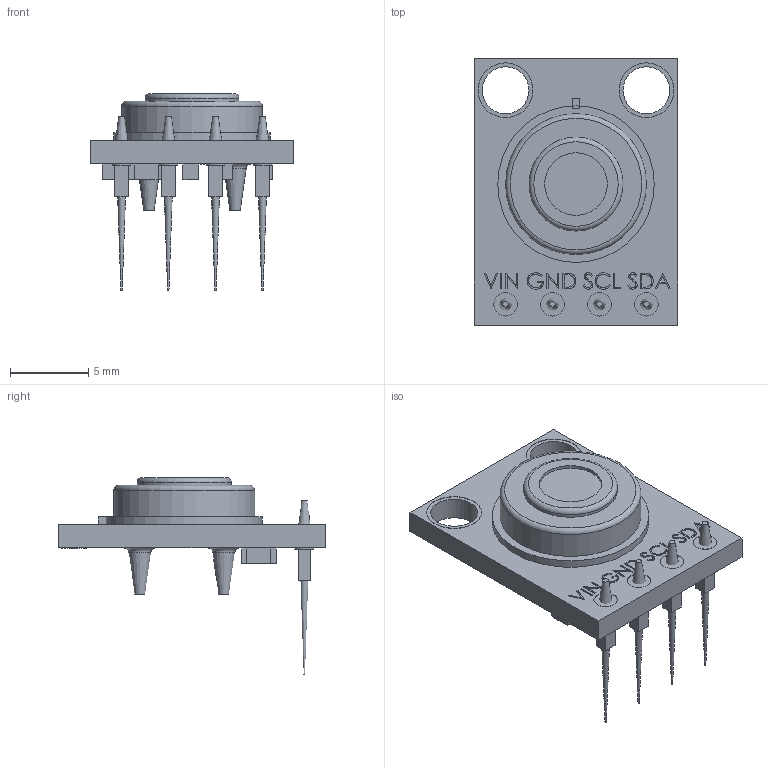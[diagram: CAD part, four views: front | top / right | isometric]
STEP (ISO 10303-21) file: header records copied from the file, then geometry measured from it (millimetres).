
FILE_DESCRIPTION(('HOOPS Exchange Step'),'2;1');
FILE_NAME('aea0dedbac874c63f1160fa0f214873d20220609-1-1rqjwrv.SLDPRT.step','2022-06-09T21:13:07+00:00',('root'),('Unknown organisation'),'HOOPS Exchange 2021.0','HOOPS Exchange','Unknown authorisation');
FILE_SCHEMA( ('AUTOMOTIVE_DESIGN { 1 0 10303 214 1 1 1 1 }') );
Length unit declared in the file: millimetre
Products named in the file (2): Varsayılan; aea0dedbac874c63f1160fa0f214873d20220609-1-1rqjwrv
Assembly tree (1 placements, depth 2):
  aea0dedbac874c63f1160fa0f214873d20220609-1-1rqjwrv
    Varsayılan
Bounding box: 13 x 17 x 12.58 mm (x, y, z)
Volume: 524.3 mm3; surface area: 796 mm2
Topology: 19 solids, 19 shells, 477 faces, 1162 edges, 777 vertices
Faces by surface type: plane 332, extrusion 104, cylinder 23, cone 12, torus 6
Full cylindrical faces by diameter (mm): 1.2 x4, 1.5 x8, 1.6 x1, 3 x2, 3.5 x4, 4 x1, 6 x1, 9 x1, 10 x1
Entity records: 18293 total; most frequent: CARTESIAN_POINT 7147, ORIENTED_EDGE 2324, DIRECTION 1905, EDGE_CURVE 1162, VECTOR 963, LINE 859, VERTEX_POINT 777, EDGE_LOOP 535
